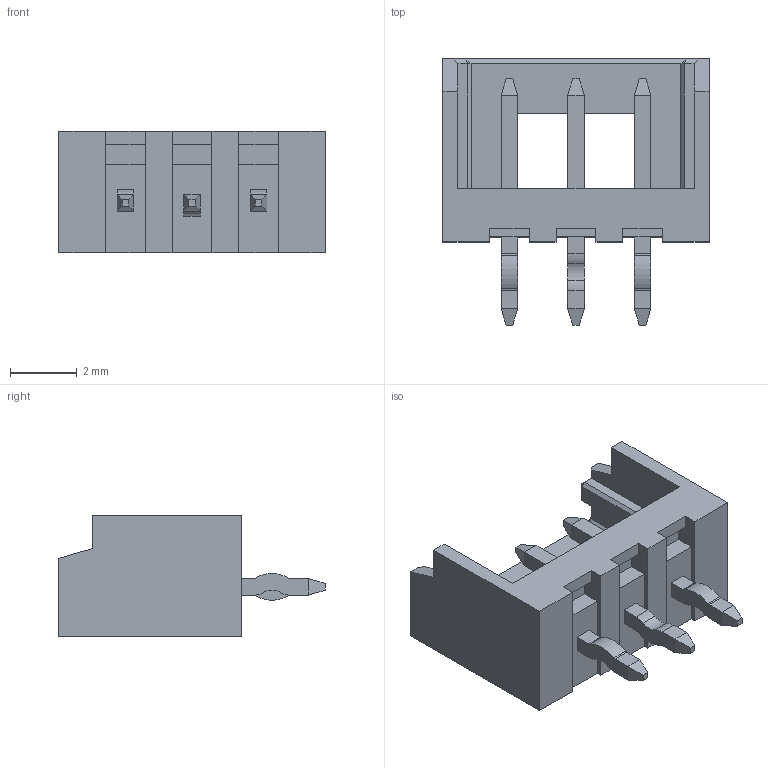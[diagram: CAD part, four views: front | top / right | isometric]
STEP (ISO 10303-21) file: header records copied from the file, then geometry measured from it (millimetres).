
FILE_DESCRIPTION((''),'2;1');
FILE_NAME('532530370','2016-09-28T',('gsharma'),(''),'PRO/ENGINEER BY PARAMETRIC TECHNOLOGY CORPORATION, 2012310','PRO/ENGINEER BY PARAMETRIC TECHNOLOGY CORPORATION, 2012310','');
FILE_SCHEMA(('CONFIG_CONTROL_DESIGN'));
Length unit declared in the file: millimetre
Products named in the file (1): 532530370
Bounding box: 8 x 8 x 3.65 mm (x, y, z)
Volume: 67.7 mm3; surface area: 247 mm2
Topology: 1 solids, 1 shells, 160 faces, 425 edges, 272 vertices
Faces by surface type: plane 142, cylinder 18
Entity records: 4895 total; most frequent: CARTESIAN_POINT 852, ORIENTED_EDGE 838, DIRECTION 789, EDGE_CURVE 419, VECTOR 383, LINE 383, VERTEX_POINT 266, AXIS2_PLACEMENT_3D 203
